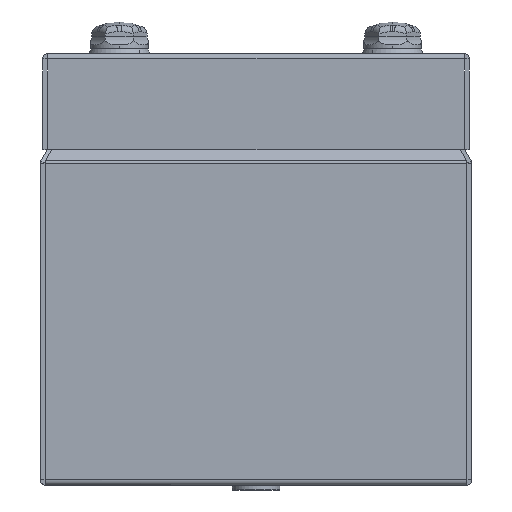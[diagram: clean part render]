
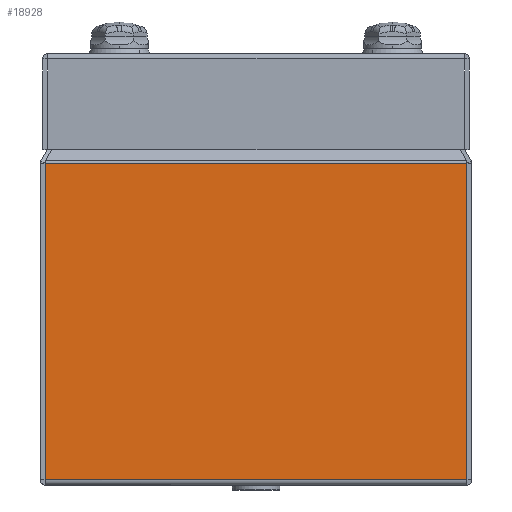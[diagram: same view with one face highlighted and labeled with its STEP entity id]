
A CAD part, front view. The second image highlights one B-rep face of the part: STEP entity #18928.
In plain terms, the highlighted planar face has unit normal (0, -1, 0).
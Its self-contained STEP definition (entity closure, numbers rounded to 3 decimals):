
#128 = CARTESIAN_POINT ( 'NONE',  ( -43.929, -70., 67.086 ) ) ;
#3413 = ORIENTED_EDGE ( 'NONE', *, *, #23803, .T. ) ;
#4186 = LINE ( 'NONE', #37956, #21890 ) ;
#5684 = DIRECTION ( 'NONE',  ( 0., 0., 1. ) ) ;
#7281 = VERTEX_POINT ( 'NONE', #22572 ) ;
#7296 = FACE_OUTER_BOUND ( 'NONE', #28993, .T. ) ;
#7646 = CARTESIAN_POINT ( 'NONE',  ( 43.929, -70., 67.086 ) ) ;
#9059 = AXIS2_PLACEMENT_3D ( 'NONE', #22968, #32504, #11634 ) ;
#10217 = CARTESIAN_POINT ( 'NONE',  ( 745., -70., 1.1 ) ) ;
#11634 = DIRECTION ( 'NONE',  ( -1., 0., 0. ) ) ;
#13170 = VECTOR ( 'NONE', #36475, 1000. ) ;
#14416 = LINE ( 'NONE', #128, #22776 ) ;
#15959 = DIRECTION ( 'NONE',  ( -1., 0., 0. ) ) ;
#17006 = VERTEX_POINT ( 'NONE', #7646 ) ;
#17138 = CARTESIAN_POINT ( 'NONE',  ( -43.929, -70., 67.086 ) ) ;
#18928 = ADVANCED_FACE ( 'NONE', ( #7296 ), #34706, .F. ) ;
#21890 = VECTOR ( 'NONE', #28166, 1000. ) ;
#22572 = CARTESIAN_POINT ( 'NONE',  ( -43.929, -70., 1.1 ) ) ;
#22776 = VECTOR ( 'NONE', #5684, 1000. ) ;
#22968 = CARTESIAN_POINT ( 'NONE',  ( 745., -70., 67.086 ) ) ;
#23803 = EDGE_CURVE ( 'NONE', #17006, #34737, #4186, .T. ) ;
#25055 = EDGE_CURVE ( 'NONE', #17006, #29818, #30323, .T. ) ;
#27315 = CARTESIAN_POINT ( 'NONE',  ( 43.929, -70., 67.086 ) ) ;
#28166 = DIRECTION ( 'NONE',  ( -1., 0., 0. ) ) ;
#28667 = LINE ( 'NONE', #10217, #30848 ) ;
#28993 = EDGE_LOOP ( 'NONE', ( #29135, #32714, #29746, #3413 ) ) ;
#29135 = ORIENTED_EDGE ( 'NONE', *, *, #30860, .F. ) ;
#29746 = ORIENTED_EDGE ( 'NONE', *, *, #25055, .F. ) ;
#29818 = VERTEX_POINT ( 'NONE', #30508 ) ;
#30323 = LINE ( 'NONE', #27315, #13170 ) ;
#30508 = CARTESIAN_POINT ( 'NONE',  ( 43.929, -70., 1.1 ) ) ;
#30848 = VECTOR ( 'NONE', #15959, 1000. ) ;
#30860 = EDGE_CURVE ( 'NONE', #7281, #34737, #14416, .T. ) ;
#32504 = DIRECTION ( 'NONE',  ( 0., 1., 0. ) ) ;
#32714 = ORIENTED_EDGE ( 'NONE', *, *, #38677, .F. ) ;
#34706 = PLANE ( 'NONE',  #9059 ) ;
#34737 = VERTEX_POINT ( 'NONE', #17138 ) ;
#36475 = DIRECTION ( 'NONE',  ( 0., 0., -1. ) ) ;
#37956 = CARTESIAN_POINT ( 'NONE',  ( 745., -70., 67.086 ) ) ;
#38677 = EDGE_CURVE ( 'NONE', #29818, #7281, #28667, .T. ) ;
